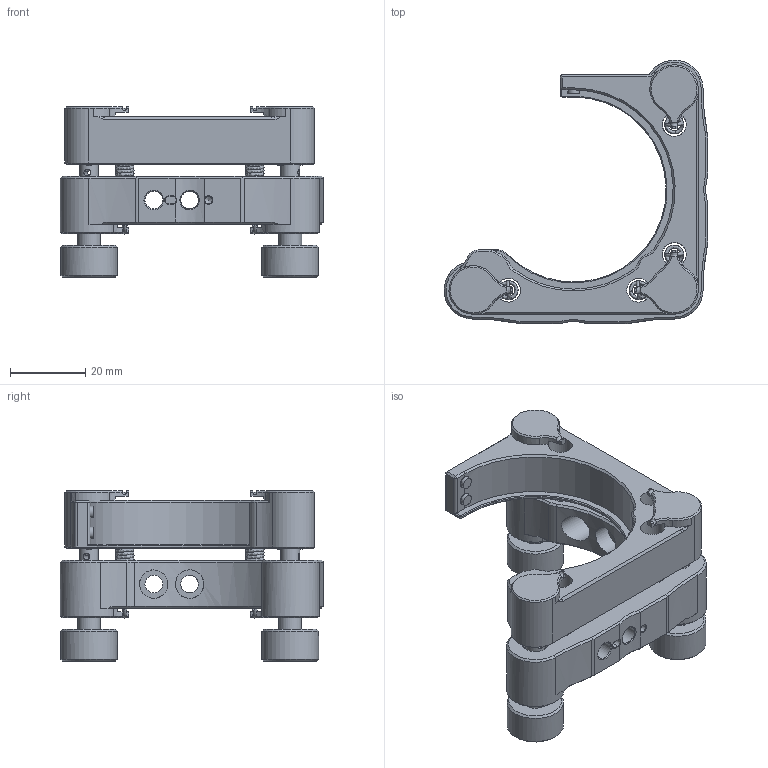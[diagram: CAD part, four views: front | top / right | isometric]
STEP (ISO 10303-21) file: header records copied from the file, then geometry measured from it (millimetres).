
FILE_DESCRIPTION (( 'STEP AP203' ), '1' );
FILE_NAME ('520213.STEP', '2024-06-04T02:11:06', ( 'Windows User' ), ( 'P R C' ), 'SwSTEP 2.0', 'SolidWorks 2020', '' );
FILE_SCHEMA (( 'CONFIG_CONTROL_DESIGN' ));
Products named in the file (1): 520213
Bounding box: 69.85 x 69.85 x 45.24 mm (x, y, z)
Volume: 39175.4 mm3; surface area: 24079.4 mm2
Topology: 23 solids, 23 shells, 616 faces, 1591 edges, 1017 vertices
Faces by surface type: plane 221, cone 183, cylinder 140, bspline 72
Full cylindrical faces by diameter (mm): 1.8 x3, 2.009 x2, 3 x2, 3.3 x2, 3.99 x3, 4 x11, 4.699 x4, 5 x3, 6 x6, 6.35 x11, 7 x3, 7.541 x4, 15 x3
Entity records: 31117 total; most frequent: CARTESIAN_POINT 17417, ORIENTED_EDGE 2790, DIRECTION 2652, EDGE_CURVE 1395, AXIS2_PLACEMENT_3D 1052, VERTEX_POINT 957, EDGE_LOOP 800, FACE_OUTER_BOUND 695
